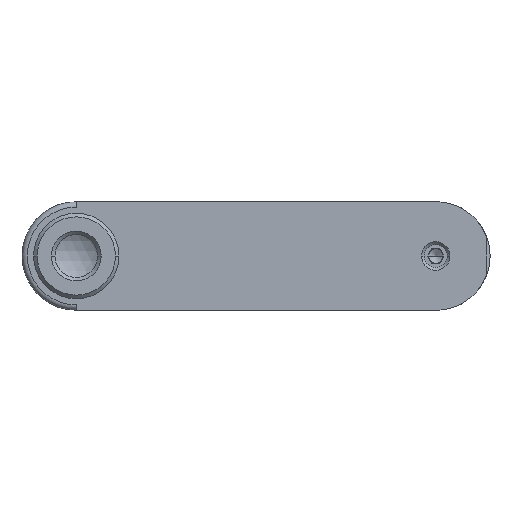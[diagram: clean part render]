
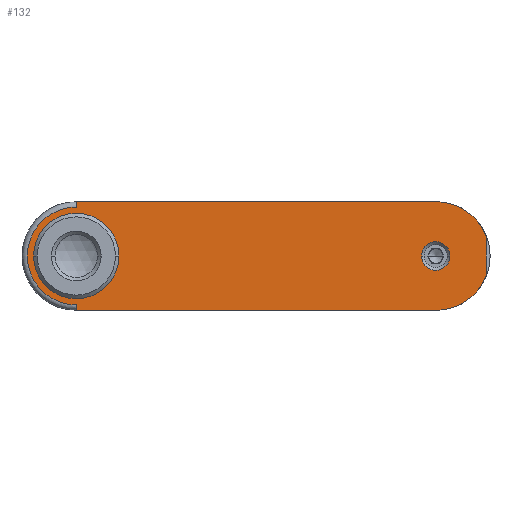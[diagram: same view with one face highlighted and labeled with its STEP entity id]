
A CAD part, front view. The second image highlights one B-rep face of the part: STEP entity #132.
In plain terms, the highlighted planar face has unit normal (0, -1, 0).
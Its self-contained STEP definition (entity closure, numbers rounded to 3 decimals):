
#132=ADVANCED_FACE('',(#290,#291,#292),#293,.T.);
#290=FACE_OUTER_BOUND('',#464,.T.);
#291=FACE_BOUND('',#465,.T.);
#292=FACE_BOUND('',#466,.T.);
#293=PLANE('',#467);
#464=EDGE_LOOP('',(#987,#988,#989,#990,#991,#992,#993,#994));
#465=EDGE_LOOP('',(#995,#996));
#466=EDGE_LOOP('',(#997,#998));
#467=AXIS2_PLACEMENT_3D('',#999,#1000,#1001);
#987=ORIENTED_EDGE('',*,*,#1247,.F.);
#988=ORIENTED_EDGE('',*,*,#1259,.T.);
#989=ORIENTED_EDGE('',*,*,#1260,.T.);
#990=ORIENTED_EDGE('',*,*,#1261,.T.);
#991=ORIENTED_EDGE('',*,*,#1262,.F.);
#992=ORIENTED_EDGE('',*,*,#1263,.T.);
#993=ORIENTED_EDGE('',*,*,#1264,.F.);
#994=ORIENTED_EDGE('',*,*,#1265,.T.);
#995=ORIENTED_EDGE('',*,*,#1232,.T.);
#996=ORIENTED_EDGE('',*,*,#1233,.T.);
#997=ORIENTED_EDGE('',*,*,#1197,.T.);
#998=ORIENTED_EDGE('',*,*,#1254,.T.);
#999=CARTESIAN_POINT('',(0.0,10.0,15.25));
#1000=DIRECTION('',(0.0,-1.0,0.0));
#1001=DIRECTION('',(0.0,0.0,-1.0));
#1197=EDGE_CURVE('',#1436,#1440,#1442,.T.);
#1232=EDGE_CURVE('',#1503,#1505,#1507,.T.);
#1233=EDGE_CURVE('',#1505,#1503,#1508,.T.);
#1247=EDGE_CURVE('',#1524,#1521,#1526,.T.);
#1254=EDGE_CURVE('',#1440,#1436,#1535,.T.);
#1259=EDGE_CURVE('',#1524,#1542,#1543,.T.);
#1260=EDGE_CURVE('',#1542,#1544,#1545,.T.);
#1261=EDGE_CURVE('',#1544,#1546,#1547,.T.);
#1262=EDGE_CURVE('',#1548,#1546,#1549,.T.);
#1263=EDGE_CURVE('',#1548,#1550,#1551,.T.);
#1264=EDGE_CURVE('',#1552,#1550,#1553,.T.);
#1265=EDGE_CURVE('',#1552,#1521,#1554,.T.);
#1436=VERTEX_POINT('',#1781);
#1440=VERTEX_POINT('',#1786);
#1442=CIRCLE('',#1789,12.0);
#1503=VERTEX_POINT('',#1878);
#1505=VERTEX_POINT('',#1881);
#1507=CIRCLE('',#1884,4.0);
#1508=CIRCLE('',#1885,4.0);
#1521=VERTEX_POINT('',#1898);
#1524=VERTEX_POINT('',#1901);
#1526=CIRCLE('',#1903,13.75);
#1535=CIRCLE('',#1924,12.0);
#1542=VERTEX_POINT('',#1931);
#1543=LINE('',#1932,#1933);
#1544=VERTEX_POINT('',#1934);
#1545=LINE('',#1935,#1936);
#1546=VERTEX_POINT('',#1937);
#1547=CIRCLE('',#1938,15.26);
#1548=VERTEX_POINT('',#1939);
#1549=LINE('',#1940,#1941);
#1550=VERTEX_POINT('',#1942);
#1551=CIRCLE('',#1943,15.26);
#1552=VERTEX_POINT('',#1944);
#1553=LINE('',#1945,#1946);
#1554=LINE('',#1947,#1948);
#1781=CARTESIAN_POINT('',(12.0,10.0,0.));
#1786=CARTESIAN_POINT('',(-12.0,10.0,0.));
#1789=AXIS2_PLACEMENT_3D('',#2286,#2287,#2288);
#1878=CARTESIAN_POINT('',(105.0,10.0,0.));
#1881=CARTESIAN_POINT('',(97.0,10.0,0.));
#1884=AXIS2_PLACEMENT_3D('',#2350,#2351,#2352);
#1885=AXIS2_PLACEMENT_3D('',#2353,#2354,#2355);
#1898=CARTESIAN_POINT('',(0.0,10.0,13.75));
#1901=CARTESIAN_POINT('',(0.0,10.0,-13.75));
#1903=AXIS2_PLACEMENT_3D('',#2395,#2396,#2397);
#1924=AXIS2_PLACEMENT_3D('',#2411,#2412,#2413);
#1931=CARTESIAN_POINT('',(0.0,10.0,-15.25));
#1932=CARTESIAN_POINT('',(0.0,10.0,15.25));
#1933=VECTOR('',#2426,1.0);
#1934=CARTESIAN_POINT('',(101.552,10.0,-15.25));
#1935=CARTESIAN_POINT('',(0.0,10.0,-15.25));
#1936=VECTOR('',#2427,1.0);
#1937=CARTESIAN_POINT('',(115.25,10.0,-5.459));
#1938=AXIS2_PLACEMENT_3D('',#2428,#2429,#2430);
#1939=CARTESIAN_POINT('',(115.25,10.0,5.459));
#1940=CARTESIAN_POINT('',(115.25,10.0,15.25));
#1941=VECTOR('',#2431,1.0);
#1942=CARTESIAN_POINT('',(101.552,10.0,15.25));
#1943=AXIS2_PLACEMENT_3D('',#2432,#2433,#2434);
#1944=CARTESIAN_POINT('',(0.0,10.0,15.25));
#1945=CARTESIAN_POINT('',(0.0,10.0,15.25));
#1946=VECTOR('',#2435,1.0);
#1947=CARTESIAN_POINT('',(0.0,10.0,15.25));
#1948=VECTOR('',#2436,1.0);
#2286=CARTESIAN_POINT('',(0.0,10.0,0.0));
#2287=DIRECTION('',(0.0,1.0,0.0));
#2288=DIRECTION('',(1.0,0.0,0.));
#2350=CARTESIAN_POINT('',(101.0,10.0,0.0));
#2351=DIRECTION('',(0.0,1.0,0.0));
#2352=DIRECTION('',(1.0,0.0,0.));
#2353=CARTESIAN_POINT('',(101.0,10.0,0.0));
#2354=DIRECTION('',(0.0,1.0,0.0));
#2355=DIRECTION('',(1.0,0.0,0.));
#2395=CARTESIAN_POINT('',(0.0,10.0,0.0));
#2396=DIRECTION('',(0.0,1.0,0.0));
#2397=DIRECTION('',(1.0,0.0,0.));
#2411=CARTESIAN_POINT('',(0.0,10.0,0.0));
#2412=DIRECTION('',(0.0,1.0,0.0));
#2413=DIRECTION('',(1.0,0.0,0.));
#2426=DIRECTION('',(0.0,0.0,-1.0));
#2427=DIRECTION('',(1.0,0.0,0.0));
#2428=CARTESIAN_POINT('',(101.0,10.0,0.));
#2429=DIRECTION('',(0.0,-1.0,0.0));
#2430=DIRECTION('',(0.0,0.0,-1.0));
#2431=DIRECTION('',(0.0,0.0,-1.0));
#2432=CARTESIAN_POINT('',(101.0,10.0,0.));
#2433=DIRECTION('',(0.0,-1.0,0.0));
#2434=DIRECTION('',(0.0,0.0,-1.0));
#2435=DIRECTION('',(1.0,0.0,0.0));
#2436=DIRECTION('',(0.0,0.0,-1.0));
